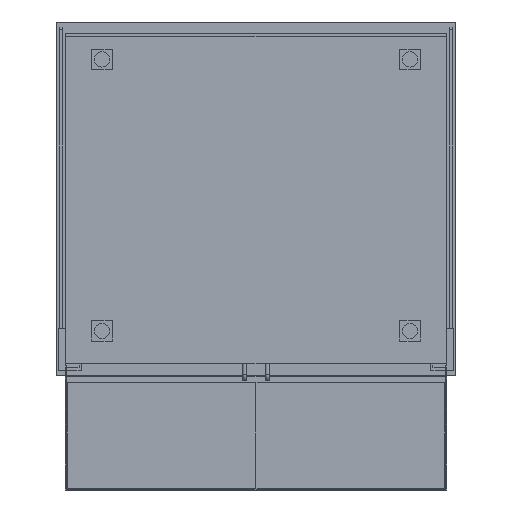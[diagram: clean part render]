
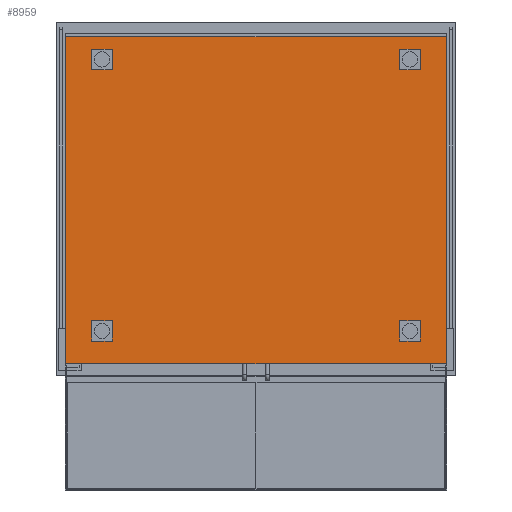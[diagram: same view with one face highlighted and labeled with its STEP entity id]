
A CAD part, front view. The second image highlights one B-rep face of the part: STEP entity #8959.
In plain terms, the highlighted planar face has unit normal (0, -1, 0).
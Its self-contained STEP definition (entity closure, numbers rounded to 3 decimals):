
#869 = LINE ( 'NONE', #6088, #6884 ) ;
#1349 = ORIENTED_EDGE ( 'NONE', *, *, #13230, .T. ) ;
#2255 = AXIS2_PLACEMENT_3D ( 'NONE', #13162, #5260, #10532 ) ;
#2551 = VECTOR ( 'NONE', #14277, 1000. ) ;
#2897 = PLANE ( 'NONE',  #2255 ) ;
#3117 = VERTEX_POINT ( 'NONE', #12576 ) ;
#4457 = VERTEX_POINT ( 'NONE', #11272 ) ;
#4924 = LINE ( 'NONE', #12542, #5123 ) ;
#5123 = VECTOR ( 'NONE', #13718, 1000. ) ;
#5148 = VERTEX_POINT ( 'NONE', #10276 ) ;
#5260 = DIRECTION ( 'NONE',  ( 0., -1., 0. ) ) ;
#5397 = CARTESIAN_POINT ( 'NONE',  ( 373.5, -498., -324. ) ) ;
#6088 = CARTESIAN_POINT ( 'NONE',  ( -373.5, -498., -324. ) ) ;
#6752 = EDGE_LOOP ( 'NONE', ( #1349, #15212, #15401, #15847 ) ) ;
#6884 = VECTOR ( 'NONE', #13891, 1000. ) ;
#8589 = EDGE_CURVE ( 'NONE', #3117, #9031, #16213, .T. ) ;
#8959 = ADVANCED_FACE ( 'NONE', ( #11190 ), #2897, .T. ) ;
#9031 = VERTEX_POINT ( 'NONE', #11865 ) ;
#10276 = CARTESIAN_POINT ( 'NONE',  ( 373.5, -498., -324. ) ) ;
#10532 = DIRECTION ( 'NONE',  ( 0., 0., -1. ) ) ;
#10559 = DIRECTION ( 'NONE',  ( 0., 0., 1. ) ) ;
#11190 = FACE_OUTER_BOUND ( 'NONE', #6752, .T. ) ;
#11272 = CARTESIAN_POINT ( 'NONE',  ( -373.5, -498., -324. ) ) ;
#11385 = LINE ( 'NONE', #5397, #16392 ) ;
#11865 = CARTESIAN_POINT ( 'NONE',  ( -373.5, -498., 319. ) ) ;
#12542 = CARTESIAN_POINT ( 'NONE',  ( 373.5, -498., -324. ) ) ;
#12576 = CARTESIAN_POINT ( 'NONE',  ( 373.5, -498., 319. ) ) ;
#13162 = CARTESIAN_POINT ( 'NONE',  ( 0., -498., 0. ) ) ;
#13230 = EDGE_CURVE ( 'NONE', #5148, #3117, #11385, .T. ) ;
#13468 = EDGE_CURVE ( 'NONE', #4457, #5148, #4924, .T. ) ;
#13718 = DIRECTION ( 'NONE',  ( 1., 0., 0. ) ) ;
#13891 = DIRECTION ( 'NONE',  ( 0., 0., -1. ) ) ;
#14277 = DIRECTION ( 'NONE',  ( -1., 0., 0. ) ) ;
#15212 = ORIENTED_EDGE ( 'NONE', *, *, #8589, .T. ) ;
#15401 = ORIENTED_EDGE ( 'NONE', *, *, #16154, .T. ) ;
#15671 = CARTESIAN_POINT ( 'NONE',  ( 373.5, -498., 319. ) ) ;
#15847 = ORIENTED_EDGE ( 'NONE', *, *, #13468, .T. ) ;
#16154 = EDGE_CURVE ( 'NONE', #9031, #4457, #869, .T. ) ;
#16213 = LINE ( 'NONE', #15671, #2551 ) ;
#16392 = VECTOR ( 'NONE', #10559, 1000. ) ;
